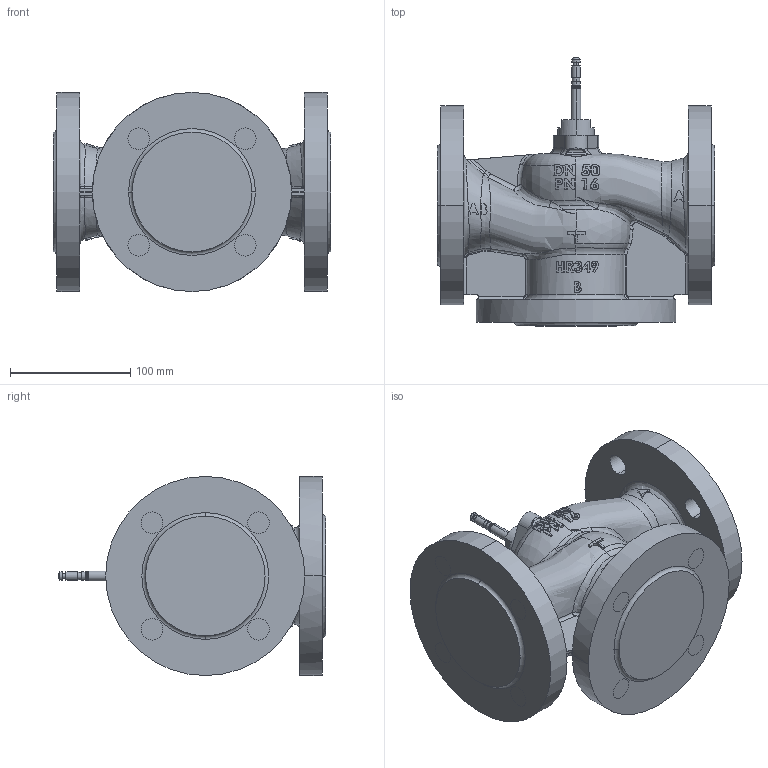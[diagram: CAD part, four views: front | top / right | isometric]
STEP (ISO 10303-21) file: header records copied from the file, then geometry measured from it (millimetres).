
FILE_DESCRIPTION (( 'STEP AP203' ), '1' );
FILE_NAME ('316_DN50_DEF.STEP', '2012-02-23T07:23:28', ( 'test' ), ( '' ), 'SwSTEP 2.0', 'SolidWorks 2011', '' );
FILE_SCHEMA (( 'CONFIG_CONTROL_DESIGN' ));
Products named in the file (1): 316_DN50_DEF
Bounding box: 230.69 x 222.67 x 165.5 mm (x, y, z)
Volume: 2421938.8 mm3; surface area: 242382.5 mm2
Topology: 1 solids, 3 shells, 746 faces, 1979 edges, 1290 vertices
Faces by surface type: bspline 277, plane 274, cylinder 124, torus 32, sphere 31, cone 8
Entity records: 137285 total; most frequent: CARTESIAN_POINT 121007, ORIENTED_EDGE 3942, DIRECTION 2535, EDGE_CURVE 1971, VERTEX_POINT 1290, AXIS2_PLACEMENT_3D 1044, B_SPLINE_CURVE_WITH_KNOTS 950, EDGE_LOOP 805
